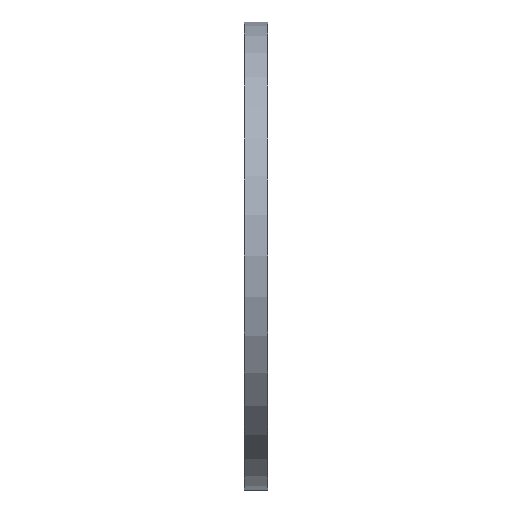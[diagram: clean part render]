
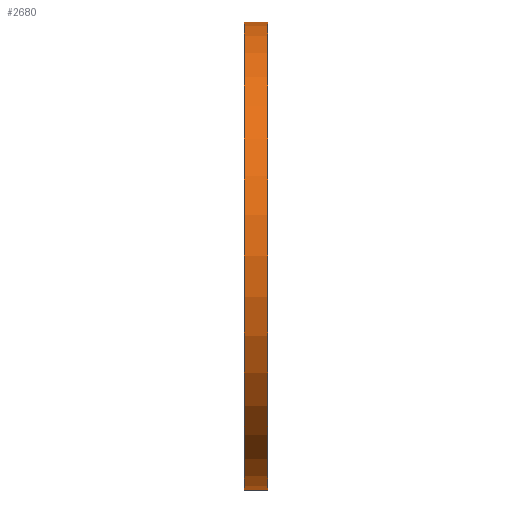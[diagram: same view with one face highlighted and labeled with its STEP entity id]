
A CAD part, left-side view. The second image highlights one B-rep face of the part: STEP entity #2680.
In plain terms, the highlighted cylindrical face has radius 60 mm (diameter 120 mm), a partial arc.
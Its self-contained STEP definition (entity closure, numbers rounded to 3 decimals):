
#846 = FACE_OUTER_BOUND ( 'NONE', #8792, .T. ) ;
#1466 = AXIS2_PLACEMENT_3D ( 'NONE', #6746, #4985, #1620 ) ;
#1469 = CARTESIAN_POINT ( 'NONE',  ( 0., 0., -60. ) ) ;
#1620 = DIRECTION ( 'NONE',  ( 0., 0., 1. ) ) ;
#1722 = VERTEX_POINT ( 'NONE', #6407 ) ;
#2156 = EDGE_CURVE ( 'NONE', #2789, #1722, #4997, .T. ) ;
#2338 = ORIENTED_EDGE ( 'NONE', *, *, #6425, .F. ) ;
#2680 = ADVANCED_FACE ( 'NONE', ( #846 ), #8757, .T. ) ;
#2789 = VERTEX_POINT ( 'NONE', #1469 ) ;
#2866 = ORIENTED_EDGE ( 'NONE', *, *, #2156, .T. ) ;
#3049 = CARTESIAN_POINT ( 'NONE',  ( 0., 6., -60. ) ) ;
#3055 = DIRECTION ( 'NONE',  ( 0., -1., 0. ) ) ;
#3884 = ORIENTED_EDGE ( 'NONE', *, *, #9322, .F. ) ;
#4137 = DIRECTION ( 'NONE',  ( 0., -1., 0. ) ) ;
#4217 = CARTESIAN_POINT ( 'NONE',  ( 0., 6., 60. ) ) ;
#4985 = DIRECTION ( 'NONE',  ( 0., 1., 0. ) ) ;
#4997 = CIRCLE ( 'NONE', #8403, 60. ) ;
#5000 = DIRECTION ( 'NONE',  ( 0., -1., 0. ) ) ;
#5155 = ORIENTED_EDGE ( 'NONE', *, *, #9766, .T. ) ;
#5313 = AXIS2_PLACEMENT_3D ( 'NONE', #10039, #5000, #10967 ) ;
#6031 = VERTEX_POINT ( 'NONE', #3049 ) ;
#6281 = CIRCLE ( 'NONE', #1466, 60. ) ;
#6407 = CARTESIAN_POINT ( 'NONE',  ( 0., 0., 60. ) ) ;
#6425 = EDGE_CURVE ( 'NONE', #6031, #10736, #6281, .T. ) ;
#6654 = LINE ( 'NONE', #8991, #9439 ) ;
#6746 = CARTESIAN_POINT ( 'NONE',  ( 0., 6., 0. ) ) ;
#7503 = CARTESIAN_POINT ( 'NONE',  ( 0., 0., 0. ) ) ;
#7583 = DIRECTION ( 'NONE',  ( 0., 1., 0. ) ) ;
#7630 = LINE ( 'NONE', #9980, #9619 ) ;
#8403 = AXIS2_PLACEMENT_3D ( 'NONE', #7503, #7583, #10071 ) ;
#8757 = CYLINDRICAL_SURFACE ( 'NONE', #5313, 60. ) ;
#8792 = EDGE_LOOP ( 'NONE', ( #3884, #2338, #5155, #2866 ) ) ;
#8991 = CARTESIAN_POINT ( 'NONE',  ( 0., 6., 60. ) ) ;
#9322 = EDGE_CURVE ( 'NONE', #10736, #1722, #6654, .T. ) ;
#9439 = VECTOR ( 'NONE', #3055, 1000. ) ;
#9619 = VECTOR ( 'NONE', #4137, 1000. ) ;
#9766 = EDGE_CURVE ( 'NONE', #6031, #2789, #7630, .T. ) ;
#9980 = CARTESIAN_POINT ( 'NONE',  ( 0., 6., -60. ) ) ;
#10039 = CARTESIAN_POINT ( 'NONE',  ( 0., 6., 0. ) ) ;
#10071 = DIRECTION ( 'NONE',  ( 0., 0., 1. ) ) ;
#10736 = VERTEX_POINT ( 'NONE', #4217 ) ;
#10967 = DIRECTION ( 'NONE',  ( 0., 0., -1. ) ) ;
